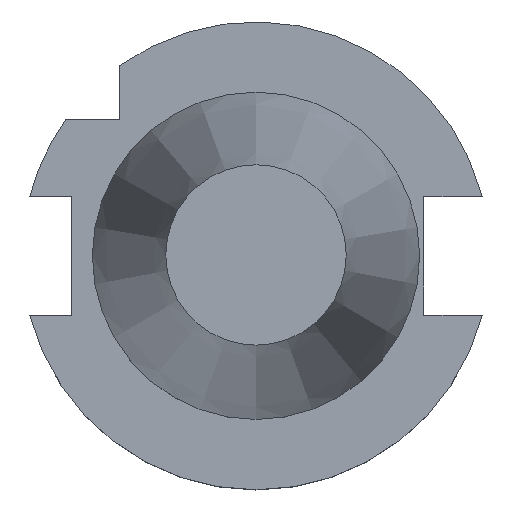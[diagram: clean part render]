
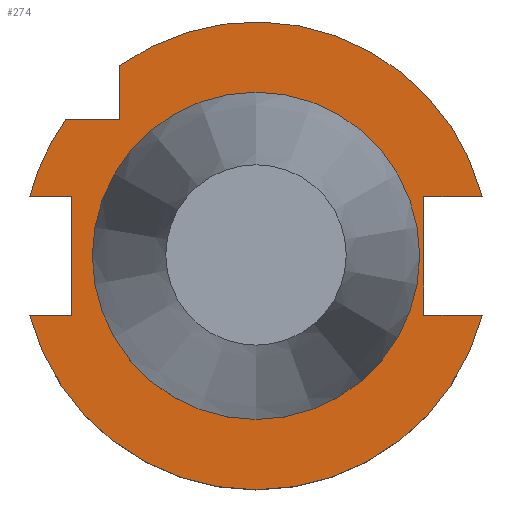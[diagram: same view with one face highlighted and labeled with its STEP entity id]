
A CAD part, top view. The second image highlights one B-rep face of the part: STEP entity #274.
In plain terms, the highlighted planar face has unit normal (0, 0, 1).
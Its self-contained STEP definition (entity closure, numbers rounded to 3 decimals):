
#168=EDGE_CURVE('240[2]',#516,#517,#518,.T.);
#172=EDGE_CURVE('240[2]',#524,#524,#525,.T.);
#188=EDGE_CURVE('240[2]',#554,#555,#556,.T.);
#199=EDGE_CURVE('240[2]',#573,#517,#574,.T.);
#231=EDGE_CURVE('240[2]',#573,#554,#623,.T.);
#274=ADVANCED_FACE('240[2]',(#682,#683),#684,.T.);
#287=EDGE_CURVE('240[2]',#702,#699,#703,.T.);
#339=EDGE_CURVE('240[2]',#773,#774,#775,.T.);
#341=EDGE_CURVE('240[2]',#777,#516,#778,.T.);
#421=EDGE_CURVE('240[2]',#876,#777,#877,.T.);
#434=EDGE_CURVE('240[2]',#702,#555,#894,.T.);
#453=EDGE_CURVE('240[2]',#699,#773,#916,.T.);
#477=EDGE_CURVE('240[2]',#876,#774,#944,.T.);
#516=VERTEX_POINT('',#981);
#517=VERTEX_POINT('',#982);
#518=LINE('',#983,#984);
#524=VERTEX_POINT('',#993);
#525=CIRCLE('',#994,22.225);
#554=VERTEX_POINT('',#1099);
#555=VERTEX_POINT('',#1100);
#556=LINE('',#1101,#1102);
#573=VERTEX_POINT('',#1126);
#574=CIRCLE('',#1127,31.775);
#623=LINE('',#1204,#1205);
#682=FACE_BOUND('',#1304,.T.);
#683=FACE_OUTER_BOUND('',#1305,.T.);
#684=PLANE('',#1306);
#699=VERTEX_POINT('',#1325);
#702=VERTEX_POINT('',#1330);
#703=LINE('',#1331,#1332);
#773=VERTEX_POINT('',#1527);
#774=VERTEX_POINT('',#1528);
#775=LINE('',#1529,#1530);
#777=VERTEX_POINT('',#1533);
#778=LINE('',#1534,#1535);
#876=VERTEX_POINT('',#1688);
#877=LINE('',#1689,#1690);
#894=CIRCLE('',#1713,31.775);
#916=LINE('',#1750,#1751);
#944=CIRCLE('',#1811,31.775);
#981=CARTESIAN_POINT('',(22.8,8.05,-3.2));
#982=CARTESIAN_POINT('',(30.738,8.05,-3.2));
#983=CARTESIAN_POINT('',(14.025,8.05,-3.2));
#984=VECTOR('',#1870,1.0);
#993=CARTESIAN_POINT('',(0.,22.225,-3.2));
#994=AXIS2_PLACEMENT_3D('',#1872,#1873,#1874);
#1099=CARTESIAN_POINT('',(-18.5,18.5,-3.2));
#1100=CARTESIAN_POINT('',(-25.834,18.5,-3.2));
#1101=CARTESIAN_POINT('',(-11.833,18.5,-3.2));
#1102=VECTOR('',#1887,1.0);
#1126=CARTESIAN_POINT('',(-18.5,25.834,-3.2));
#1127=AXIS2_PLACEMENT_3D('',#1901,#1902,#1903);
#1204=CARTESIAN_POINT('',(-18.5,25.333,-3.2));
#1205=VECTOR('',#1948,1.0);
#1304=EDGE_LOOP('',(#2018));
#1305=EDGE_LOOP('',(#2019,#2020,#2021,#2022,#2023,#2024,#2025,#2026,#2027,#2028,#2029));
#1306=AXIS2_PLACEMENT_3D('',#2030,#2031,#2032);
#1325=CARTESIAN_POINT('',(-25.0,8.05,-3.2));
#1330=CARTESIAN_POINT('',(-30.738,8.05,-3.2));
#1331=CARTESIAN_POINT('',(-14.575,8.05,-3.2));
#1332=VECTOR('',#2063,1.0);
#1527=CARTESIAN_POINT('',(-25.,-8.05,-3.2));
#1528=CARTESIAN_POINT('',(-30.738,-8.05,-3.2));
#1529=CARTESIAN_POINT('',(-14.575,-8.05,-3.2));
#1530=VECTOR('',#2144,1.0);
#1533=CARTESIAN_POINT('',(22.8,-8.05,-3.2));
#1534=CARTESIAN_POINT('',(22.8,13.5,-3.2));
#1535=VECTOR('',#2145,1.0);
#1688=CARTESIAN_POINT('',(30.738,-8.05,-3.2));
#1689=CARTESIAN_POINT('',(14.025,-8.05,-3.2));
#1690=VECTOR('',#2286,1.0);
#1713=AXIS2_PLACEMENT_3D('',#2312,#2313,#2314);
#1750=CARTESIAN_POINT('',(-25.0,13.5,-3.2));
#1751=VECTOR('',#2340,1.0);
#1811=AXIS2_PLACEMENT_3D('',#2367,#2368,#2369);
#1870=DIRECTION('',(1.0,0.0,0.));
#1872=CARTESIAN_POINT('',(0.,0.,-3.2));
#1873=DIRECTION('',(0.,0.,-1.0));
#1874=DIRECTION('',(0.,1.0,0.));
#1887=DIRECTION('',(-1.0,0.,0.));
#1901=CARTESIAN_POINT('',(0.,0.,-3.2));
#1902=DIRECTION('',(0.,0.,-1.0));
#1903=DIRECTION('',(0.,1.0,0.));
#1948=DIRECTION('',(0.,-1.0,0.));
#2018=ORIENTED_EDGE('',*,*,#172,.T.);
#2019=ORIENTED_EDGE('',*,*,#231,.T.);
#2020=ORIENTED_EDGE('',*,*,#188,.T.);
#2021=ORIENTED_EDGE('',*,*,#434,.F.);
#2022=ORIENTED_EDGE('',*,*,#287,.T.);
#2023=ORIENTED_EDGE('',*,*,#453,.T.);
#2024=ORIENTED_EDGE('',*,*,#339,.T.);
#2025=ORIENTED_EDGE('',*,*,#477,.F.);
#2026=ORIENTED_EDGE('',*,*,#421,.T.);
#2027=ORIENTED_EDGE('',*,*,#341,.T.);
#2028=ORIENTED_EDGE('',*,*,#168,.T.);
#2029=ORIENTED_EDGE('',*,*,#199,.F.);
#2030=CARTESIAN_POINT('',(0.,27.0,-3.2));
#2031=DIRECTION('',(0.,0.,1.0));
#2032=DIRECTION('',(0.,-1.0,0.));
#2063=DIRECTION('',(1.0,0.,0.));
#2144=DIRECTION('',(-1.0,0.,0.));
#2145=DIRECTION('',(0.,1.0,0.));
#2286=DIRECTION('',(-1.0,0.,0.));
#2312=CARTESIAN_POINT('',(0.,0.,-3.2));
#2313=DIRECTION('',(0.,0.,-1.0));
#2314=DIRECTION('',(0.,1.0,0.));
#2340=DIRECTION('',(0.,-1.0,0.));
#2367=CARTESIAN_POINT('',(0.,0.,-3.2));
#2368=DIRECTION('',(0.,0.,-1.0));
#2369=DIRECTION('',(0.,1.0,0.));
